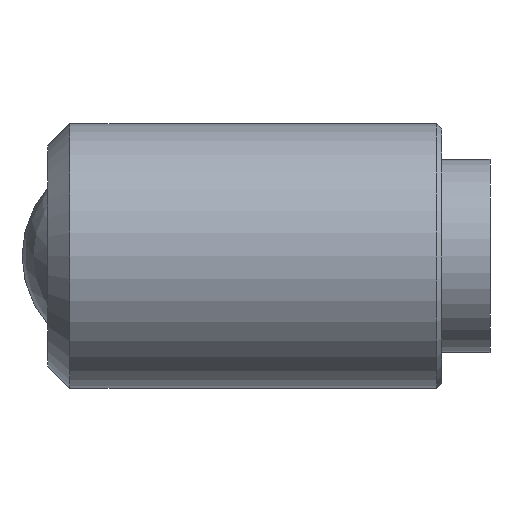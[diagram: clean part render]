
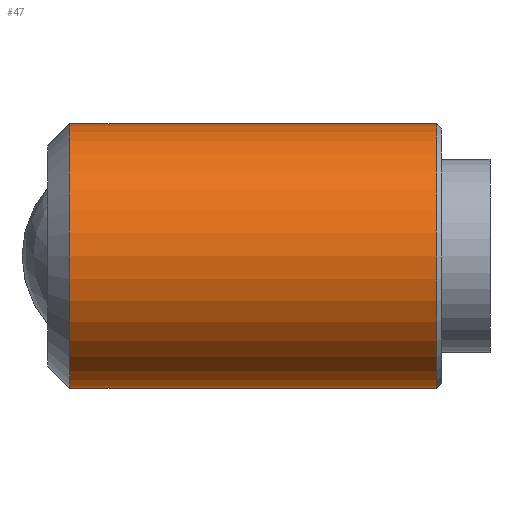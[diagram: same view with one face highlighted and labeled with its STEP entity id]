
A CAD part, left-side view. The second image highlights one B-rep face of the part: STEP entity #47.
In plain terms, the highlighted cylindrical face has radius 20.5 mm (diameter 41 mm), a full revolution.
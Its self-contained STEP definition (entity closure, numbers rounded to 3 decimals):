
#47 = ADVANCED_FACE( '', ( #99, #100, #101 ), #102, .T. );
#99 = FACE_OUTER_BOUND( '', #158, .T. );
#100 = FACE_BOUND( '', #159, .T. );
#101 = FACE_OUTER_BOUND( '', #160, .T. );
#102 = CYLINDRICAL_SURFACE( '', #161, 20.5 );
#158 = EDGE_LOOP( '', ( #221 ) );
#159 = EDGE_LOOP( '', ( #222 ) );
#160 = EDGE_LOOP( '', ( #223 ) );
#161 = AXIS2_PLACEMENT_3D( '', #224, #225, #226 );
#221 = ORIENTED_EDGE( '', *, *, #284, .F. );
#222 = ORIENTED_EDGE( '', *, *, #285, .F. );
#223 = ORIENTED_EDGE( '', *, *, #286, .T. );
#224 = CARTESIAN_POINT( '', ( 0., 0., 0. ) );
#225 = DIRECTION( '', ( 0., 1., 0. ) );
#226 = DIRECTION( '', ( 0., 0., -1. ) );
#284 = EDGE_CURVE( '', #318, #318, #319, .T. );
#285 = EDGE_CURVE( '', #320, #320, #321, .T. );
#286 = EDGE_CURVE( '', #322, #322, #323, .T. );
#318 = VERTEX_POINT( '', #355 );
#319 = CIRCLE( '', #356, 20.5 );
#320 = VERTEX_POINT( '', #357 );
#321 = B_SPLINE_CURVE_WITH_KNOTS( '', 3, ( #358, #359, #360, #361, #362, #363, #364, #365, #366, #367, #368, #369, #370, #371, #372, #373, #374, #375, #376, #377, #378, #379, #380, #381, #382, #383, #384, #385, #386, #387, #388, #389, #390, #391, #392, #393, #394, #395, #396, #397, #398, #399, #400, #401, #402, #403, #404, #405, #406, #407, #408, #409, #410, #411, #412, #413, #414, #415, #416, #417, #418, #419, #420, #421, #422, #423, #424, #425, #426, #427, #428, #429, #430, #431, #432, #433, #434, #435, #436, #437, #438, #439, #440, #441, #442 ), .UNSPECIFIED., .T., .F., ( 2, 2, 2, 2, 2, 2, 2, 2, 2, 2, 2, 2, 2, 2, 2, 2, 2, 2, 2, 2, 2, 2, 1, 2, 2, 2, 2, 2, 2, 2, 2, 2, 2, 2, 2, 2, 2, 2, 2, 2, 2, 2, 2, 2, 2 ), ( -0.001, 0., 0.001, 0.002, 0.003, 0.004, 0.004, 0.005, 0.006, 0.008, 0.008, 0.009, 0.01, 0.012, 0.013, 0.014, 0.015, 0.015, 0.017, 0.018, 0.019, 0.02, 0.02, 0.021, 0.022, 0.023, 0.024, 0.026, 0.026, 0.027, 0.028, 0.029, 0.03, 0.031, 0.032, 0.033, 0.033, 0.035, 0.036, 0.036, 0.037, 0.038, 0.04, 0.041, 0.042 ), .UNSPECIFIED. );
#322 = VERTEX_POINT( '', #443 );
#323 = CIRCLE( '', #444, 20.5 );
#355 = CARTESIAN_POINT( '', ( 0., 8.25, -20.5 ) );
#356 = AXIS2_PLACEMENT_3D( '', #478, #479, #480 );
#357 = CARTESIAN_POINT( '', ( 19.442, 56.5, -6.5 ) );
#358 = CARTESIAN_POINT( '', ( 19.442, 56.068, -6.5 ) );
#359 = CARTESIAN_POINT( '', ( 19.442, 56.932, -6.5 ) );
#360 = CARTESIAN_POINT( '', ( 19.457, 57.357, -6.457 ) );
#361 = CARTESIAN_POINT( '', ( 19.498, 57.983, -6.332 ) );
#362 = CARTESIAN_POINT( '', ( 19.514, 58.19, -6.28 ) );
#363 = CARTESIAN_POINT( '', ( 19.554, 58.599, -6.155 ) );
#364 = CARTESIAN_POINT( '', ( 19.577, 58.802, -6.082 ) );
#365 = CARTESIAN_POINT( '', ( 19.652, 59.391, -5.837 ) );
#366 = CARTESIAN_POINT( '', ( 19.711, 59.764, -5.637 ) );
#367 = CARTESIAN_POINT( '', ( 19.808, 60.292, -5.284 ) );
#368 = CARTESIAN_POINT( '', ( 19.841, 60.464, -5.156 ) );
#369 = CARTESIAN_POINT( '', ( 19.91, 60.792, -4.886 ) );
#370 = CARTESIAN_POINT( '', ( 19.944, 60.948, -4.745 ) );
#371 = CARTESIAN_POINT( '', ( 20.047, 61.394, -4.298 ) );
#372 = CARTESIAN_POINT( '', ( 20.115, 61.662, -3.973 ) );
#373 = CARTESIAN_POINT( '', ( 20.242, 62.138, -3.263 ) );
#374 = CARTESIAN_POINT( '', ( 20.299, 62.338, -2.889 ) );
#375 = CARTESIAN_POINT( '', ( 20.371, 62.582, -2.303 ) );
#376 = CARTESIAN_POINT( '', ( 20.393, 62.654, -2.104 ) );
#377 = CARTESIAN_POINT( '', ( 20.431, 62.779, -1.695 ) );
#378 = CARTESIAN_POINT( '', ( 20.447, 62.832, -1.485 ) );
#379 = CARTESIAN_POINT( '', ( 20.486, 62.958, -0.855 ) );
#380 = CARTESIAN_POINT( '', ( 20.5, 63., -0.431 ) );
#381 = CARTESIAN_POINT( '', ( 20.5, 63., 0.423 ) );
#382 = CARTESIAN_POINT( '', ( 20.486, 62.957, 0.857 ) );
#383 = CARTESIAN_POINT( '', ( 20.434, 62.79, 1.693 ) );
#384 = CARTESIAN_POINT( '', ( 20.396, 62.666, 2.099 ) );
#385 = CARTESIAN_POINT( '', ( 20.299, 62.338, 2.89 ) );
#386 = CARTESIAN_POINT( '', ( 20.241, 62.136, 3.266 ) );
#387 = CARTESIAN_POINT( '', ( 20.147, 61.784, 3.792 ) );
#388 = CARTESIAN_POINT( '', ( 20.114, 61.658, 3.961 ) );
#389 = CARTESIAN_POINT( '', ( 20.047, 61.389, 4.289 ) );
#390 = CARTESIAN_POINT( '', ( 20.012, 61.245, 4.448 ) );
#391 = CARTESIAN_POINT( '', ( 19.909, 60.795, 4.897 ) );
#392 = CARTESIAN_POINT( '', ( 19.84, 60.47, 5.164 ) );
#393 = CARTESIAN_POINT( '', ( 19.712, 59.768, 5.634 ) );
#394 = CARTESIAN_POINT( '', ( 19.652, 59.388, 5.839 ) );
#395 = CARTESIAN_POINT( '', ( 19.552, 58.605, 6.164 ) );
#396 = CARTESIAN_POINT( '', ( 19.512, 58.2, 6.288 ) );
#397 = CARTESIAN_POINT( '', ( 19.471, 57.57, 6.415 ) );
#398 = CARTESIAN_POINT( '', ( 19.46, 57.355, 6.447 ) );
#399 = CARTESIAN_POINT( '', ( 19.446, 56.929, 6.489 ) );
#400 = CARTESIAN_POINT( '', ( 19.439, 56.503, 6.51 ) );
#401 = CARTESIAN_POINT( '', ( 19.446, 56.077, 6.49 ) );
#402 = CARTESIAN_POINT( '', ( 19.46, 55.651, 6.448 ) );
#403 = CARTESIAN_POINT( '', ( 19.47, 55.438, 6.416 ) );
#404 = CARTESIAN_POINT( '', ( 19.511, 54.805, 6.29 ) );
#405 = CARTESIAN_POINT( '', ( 19.552, 54.399, 6.166 ) );
#406 = CARTESIAN_POINT( '', ( 19.651, 53.615, 5.84 ) );
#407 = CARTESIAN_POINT( '', ( 19.712, 53.234, 5.636 ) );
#408 = CARTESIAN_POINT( '', ( 19.84, 52.532, 5.166 ) );
#409 = CARTESIAN_POINT( '', ( 19.909, 52.206, 4.898 ) );
#410 = CARTESIAN_POINT( '', ( 20.012, 51.756, 4.449 ) );
#411 = CARTESIAN_POINT( '', ( 20.047, 51.612, 4.29 ) );
#412 = CARTESIAN_POINT( '', ( 20.114, 51.343, 3.963 ) );
#413 = CARTESIAN_POINT( '', ( 20.147, 51.218, 3.794 ) );
#414 = CARTESIAN_POINT( '', ( 20.241, 50.866, 3.269 ) );
#415 = CARTESIAN_POINT( '', ( 20.299, 50.664, 2.894 ) );
#416 = CARTESIAN_POINT( '', ( 20.396, 50.335, 2.103 ) );
#417 = CARTESIAN_POINT( '', ( 20.434, 50.211, 1.696 ) );
#418 = CARTESIAN_POINT( '', ( 20.473, 50.085, 1.071 ) );
#419 = CARTESIAN_POINT( '', ( 20.483, 50.054, 0.86 ) );
#420 = CARTESIAN_POINT( '', ( 20.497, 50.011, 0.432 ) );
#421 = CARTESIAN_POINT( '', ( 20.5, 50., 0.215 ) );
#422 = CARTESIAN_POINT( '', ( 20.5, 50., -0.427 ) );
#423 = CARTESIAN_POINT( '', ( 20.487, 50.042, -0.851 ) );
#424 = CARTESIAN_POINT( '', ( 20.448, 50.167, -1.48 ) );
#425 = CARTESIAN_POINT( '', ( 20.431, 50.22, -1.69 ) );
#426 = CARTESIAN_POINT( '', ( 20.393, 50.345, -2.1 ) );
#427 = CARTESIAN_POINT( '', ( 20.371, 50.417, -2.3 ) );
#428 = CARTESIAN_POINT( '', ( 20.299, 50.661, -2.888 ) );
#429 = CARTESIAN_POINT( '', ( 20.242, 50.862, -3.263 ) );
#430 = CARTESIAN_POINT( '', ( 20.115, 51.337, -3.972 ) );
#431 = CARTESIAN_POINT( '', ( 20.047, 51.605, -4.297 ) );
#432 = CARTESIAN_POINT( '', ( 19.944, 52.052, -4.744 ) );
#433 = CARTESIAN_POINT( '', ( 19.91, 52.208, -4.886 ) );
#434 = CARTESIAN_POINT( '', ( 19.841, 52.537, -5.156 ) );
#435 = CARTESIAN_POINT( '', ( 19.808, 52.708, -5.284 ) );
#436 = CARTESIAN_POINT( '', ( 19.711, 53.236, -5.637 ) );
#437 = CARTESIAN_POINT( '', ( 19.652, 53.608, -5.837 ) );
#438 = CARTESIAN_POINT( '', ( 19.552, 54.392, -6.163 ) );
#439 = CARTESIAN_POINT( '', ( 19.511, 54.807, -6.29 ) );
#440 = CARTESIAN_POINT( '', ( 19.457, 55.642, -6.457 ) );
#441 = CARTESIAN_POINT( '', ( 19.442, 56.068, -6.5 ) );
#442 = CARTESIAN_POINT( '', ( 19.442, 56.932, -6.5 ) );
#443 = CARTESIAN_POINT( '', ( 0., 65.075, -20.5 ) );
#444 = AXIS2_PLACEMENT_3D( '', #481, #482, #483 );
#478 = CARTESIAN_POINT( '', ( 0., 8.25, 0. ) );
#479 = DIRECTION( '', ( 0., -1., 0. ) );
#480 = DIRECTION( '', ( 0., 0., -1. ) );
#481 = CARTESIAN_POINT( '', ( 0., 65.075, 0. ) );
#482 = DIRECTION( '', ( 0., -1., 0. ) );
#483 = DIRECTION( '', ( 0., 0., -1. ) );
